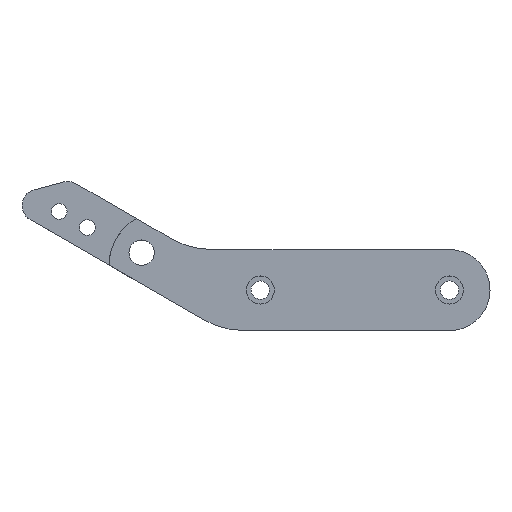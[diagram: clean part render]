
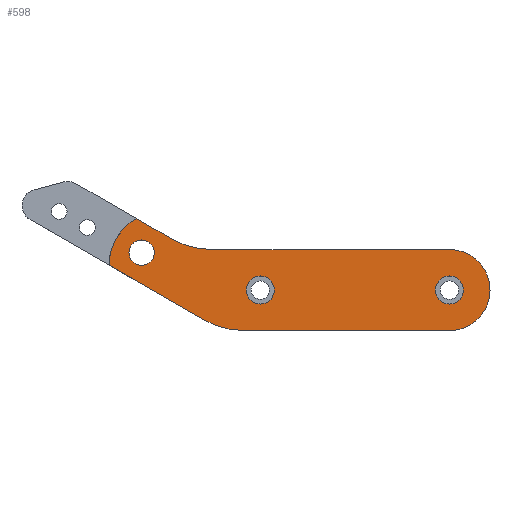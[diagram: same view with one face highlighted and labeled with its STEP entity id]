
A CAD part, top view. The second image highlights one B-rep face of the part: STEP entity #598.
In plain terms, the highlighted planar face has unit normal (0, 0, 1).
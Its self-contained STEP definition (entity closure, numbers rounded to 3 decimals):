
#20=ELLIPSE('',#646,7.5,5.363);
#35=FACE_BOUND('',#128,.T.);
#36=FACE_BOUND('',#129,.T.);
#37=FACE_BOUND('',#130,.T.);
#52=PLANE('',#676);
#81=FACE_OUTER_BOUND('',#127,.T.);
#127=EDGE_LOOP('',(#506,#507,#508,#509,#510,#511,#512,#513));
#128=EDGE_LOOP('',(#514));
#129=EDGE_LOOP('',(#515));
#130=EDGE_LOOP('',(#516));
#152=LINE('',#919,#195);
#157=LINE('',#933,#200);
#162=LINE('',#944,#205);
#177=LINE('',#1037,#220);
#195=VECTOR('',#732,10.);
#200=VECTOR('',#745,10.);
#205=VECTOR('',#752,10.);
#220=VECTOR('',#841,10.);
#228=CIRCLE('',#623,2.6);
#231=CIRCLE('',#628,2.6);
#234=CIRCLE('',#633,2.35);
#237=CIRCLE('',#638,15.);
#254=CIRCLE('',#677,15.);
#255=CIRCLE('',#678,7.5);
#260=VERTEX_POINT('',#879);
#263=VERTEX_POINT('',#888);
#266=VERTEX_POINT('',#897);
#275=VERTEX_POINT('',#916);
#276=VERTEX_POINT('',#918);
#279=VERTEX_POINT('',#926);
#281=VERTEX_POINT('',#932);
#285=VERTEX_POINT('',#941);
#286=VERTEX_POINT('',#943);
#308=VERTEX_POINT('',#1034);
#309=VERTEX_POINT('',#1036);
#314=EDGE_CURVE('',#260,#260,#228,.T.);
#318=EDGE_CURVE('',#263,#263,#231,.T.);
#322=EDGE_CURVE('',#266,#266,#234,.T.);
#332=EDGE_CURVE('',#275,#276,#152,.T.);
#336=EDGE_CURVE('',#276,#279,#237,.T.);
#339=EDGE_CURVE('',#279,#281,#157,.T.);
#344=EDGE_CURVE('',#285,#286,#162,.T.);
#356=EDGE_CURVE('',#286,#275,#20,.T.);
#381=EDGE_CURVE('',#308,#285,#254,.T.);
#382=EDGE_CURVE('',#309,#308,#177,.T.);
#383=EDGE_CURVE('',#281,#309,#255,.T.);
#506=ORIENTED_EDGE('',*,*,#339,.F.);
#507=ORIENTED_EDGE('',*,*,#336,.F.);
#508=ORIENTED_EDGE('',*,*,#332,.F.);
#509=ORIENTED_EDGE('',*,*,#356,.F.);
#510=ORIENTED_EDGE('',*,*,#344,.F.);
#511=ORIENTED_EDGE('',*,*,#381,.F.);
#512=ORIENTED_EDGE('',*,*,#382,.F.);
#513=ORIENTED_EDGE('',*,*,#383,.F.);
#514=ORIENTED_EDGE('',*,*,#314,.F.);
#515=ORIENTED_EDGE('',*,*,#318,.F.);
#516=ORIENTED_EDGE('',*,*,#322,.F.);
#598=ADVANCED_FACE('',(#81,#35,#36,#37),#52,.T.);
#623=AXIS2_PLACEMENT_3D('',#880,#696,#697);
#628=AXIS2_PLACEMENT_3D('',#889,#707,#708);
#633=AXIS2_PLACEMENT_3D('',#898,#718,#719);
#638=AXIS2_PLACEMENT_3D('',#927,#739,#740);
#646=AXIS2_PLACEMENT_3D('',#979,#769,#770);
#676=AXIS2_PLACEMENT_3D('',#1033,#837,#838);
#677=AXIS2_PLACEMENT_3D('',#1035,#839,#840);
#678=AXIS2_PLACEMENT_3D('',#1038,#842,#843);
#696=DIRECTION('center_axis',(0.,0.,1.));
#697=DIRECTION('ref_axis',(1.,0.,0.));
#707=DIRECTION('center_axis',(0.,0.,1.));
#708=DIRECTION('ref_axis',(1.,0.,0.));
#718=DIRECTION('center_axis',(0.,0.,1.));
#719=DIRECTION('ref_axis',(-1.,0.,0.));
#732=DIRECTION('',(0.866,-0.5,0.));
#739=DIRECTION('center_axis',(0.,0.,1.));
#740=DIRECTION('ref_axis',(-0.5,-0.866,0.));
#745=DIRECTION('',(1.,0.,0.));
#752=DIRECTION('',(-0.866,0.5,0.));
#769=DIRECTION('center_axis',(0.,0.,-1.));
#770=DIRECTION('ref_axis',(0.507,0.862,0.));
#837=DIRECTION('center_axis',(0.,0.,1.));
#838=DIRECTION('ref_axis',(1.,0.,0.));
#839=DIRECTION('center_axis',(0.,0.,-1.));
#840=DIRECTION('ref_axis',(-0.5,-0.866,0.));
#841=DIRECTION('',(-1.,0.,0.));
#842=DIRECTION('center_axis',(0.,0.,-1.));
#843=DIRECTION('ref_axis',(0.,-1.,0.));
#879=CARTESIAN_POINT('',(4.4,7.5,41.7));
#880=CARTESIAN_POINT('Origin',(7.,7.5,41.7));
#888=CARTESIAN_POINT('',(39.41,7.5,41.7));
#889=CARTESIAN_POINT('Origin',(42.01,7.5,41.7));
#897=CARTESIAN_POINT('',(-12.608,14.409,41.7));
#898=CARTESIAN_POINT('Origin',(-14.958,14.409,41.7));
#916=CARTESIAN_POINT('',(-15.902,20.728,41.7));
#918=CARTESIAN_POINT('',(-9.462,17.01,41.7));
#919=CARTESIAN_POINT('',(-15.902,20.728,41.7));
#926=CARTESIAN_POINT('',(-1.962,15.,41.7));
#927=CARTESIAN_POINT('Origin',(-1.962,30.,41.7));
#932=CARTESIAN_POINT('',(42.009,15.,41.7));
#933=CARTESIAN_POINT('',(42.009,15.,41.7));
#941=CARTESIAN_POINT('',(-3.481,2.01,41.7));
#943=CARTESIAN_POINT('',(-20.937,12.088,41.7));
#944=CARTESIAN_POINT('',(-3.481,2.01,41.7));
#979=CARTESIAN_POINT('Origin',(-14.958,14.409,41.7));
#1033=CARTESIAN_POINT('Origin',(6.209,28.236,41.7));
#1034=CARTESIAN_POINT('',(4.019,0.,41.7));
#1035=CARTESIAN_POINT('Origin',(4.019,15.,41.7));
#1036=CARTESIAN_POINT('',(42.01,0.,41.7));
#1037=CARTESIAN_POINT('',(4.019,0.,41.7));
#1038=CARTESIAN_POINT('Origin',(42.01,7.5,41.7));
